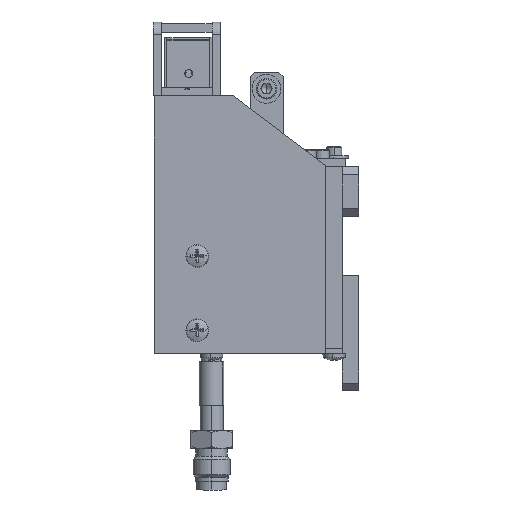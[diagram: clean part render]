
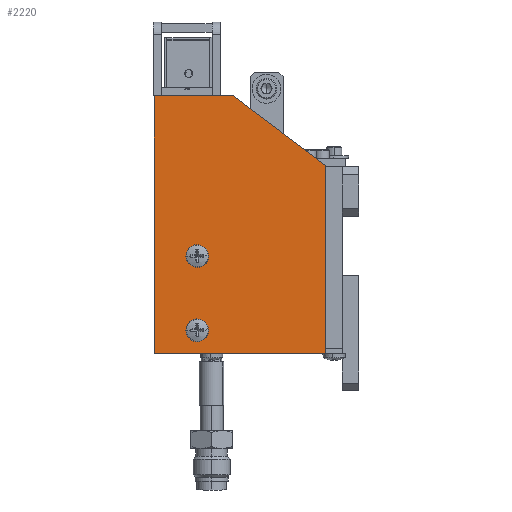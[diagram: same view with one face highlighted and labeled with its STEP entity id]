
A CAD part, left-side view. The second image highlights one B-rep face of the part: STEP entity #2220.
In plain terms, the highlighted planar face has unit normal (-1, 0, 0).
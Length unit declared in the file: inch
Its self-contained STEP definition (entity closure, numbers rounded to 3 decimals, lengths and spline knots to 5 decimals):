
#96 = EDGE_CURVE ( 'NONE', #35590, #21756, #37461, .T. ) ;
#110 = VERTEX_POINT ( 'NONE', #11542 ) ;
#463 = VERTEX_POINT ( 'NONE', #1601 ) ;
#963 = AXIS2_PLACEMENT_3D ( 'NONE', #39177, #20655, #2080 ) ;
#1601 = CARTESIAN_POINT ( 'NONE',  ( -9.38268, 9.28099, 1.7118 ) ) ;
#1749 = VECTOR ( 'NONE', #7853, 39.37008 ) ;
#2080 = DIRECTION ( 'NONE',  ( 0., -1., 0. ) ) ;
#2220 = ADVANCED_FACE ( 'NONE', ( #23575, #16265, #33726 ), #7794, .F. ) ;
#2392 = EDGE_CURVE ( 'NONE', #463, #110, #22540, .T. ) ;
#3117 = DIRECTION ( 'NONE',  ( 1., 0., 0. ) ) ;
#4431 = EDGE_CURVE ( 'NONE', #6773, #32948, #24852, .T. ) ;
#4759 = CARTESIAN_POINT ( 'NONE',  ( -9.38268, 9.28099, 5.6118 ) ) ;
#5249 = CARTESIAN_POINT ( 'NONE',  ( -9.38268, 8.54599, 2.0618 ) ) ;
#5274 = DIRECTION ( 'NONE',  ( 0., -0.799, -0.602 ) ) ;
#5506 = DIRECTION ( 'NONE',  ( 1., 0., 0. ) ) ;
#5933 = ORIENTED_EDGE ( 'NONE', *, *, #2392, .F. ) ;
#6476 = CIRCLE ( 'NONE', #21294, 0.085 ) ;
#6663 = ORIENTED_EDGE ( 'NONE', *, *, #18401, .F. ) ;
#6773 = VERTEX_POINT ( 'NONE', #10717 ) ;
#7794 = PLANE ( 'NONE',  #22156 ) ;
#7853 = DIRECTION ( 'NONE',  ( 0., -1., 0. ) ) ;
#7921 = EDGE_CURVE ( 'NONE', #21756, #35590, #18486, .T. ) ;
#8363 = CARTESIAN_POINT ( 'NONE',  ( -9.38268, 8.54599, 3.1868 ) ) ;
#8493 = ORIENTED_EDGE ( 'NONE', *, *, #4431, .F. ) ;
#9337 = VECTOR ( 'NONE', #32163, 39.37008 ) ;
#10489 = CARTESIAN_POINT ( 'NONE',  ( -9.38268, 6.68099, 1.7118 ) ) ;
#10670 = EDGE_CURVE ( 'NONE', #110, #20112, #18265, .T. ) ;
#10717 = CARTESIAN_POINT ( 'NONE',  ( -9.38268, 6.68099, 4.55682 ) ) ;
#11542 = CARTESIAN_POINT ( 'NONE',  ( -9.38268, 9.28099, 5.6118 ) ) ;
#12959 = ORIENTED_EDGE ( 'NONE', *, *, #10670, .F. ) ;
#13066 = ORIENTED_EDGE ( 'NONE', *, *, #33529, .F. ) ;
#13164 = VERTEX_POINT ( 'NONE', #15155 ) ;
#14182 = CARTESIAN_POINT ( 'NONE',  ( -9.38268, 6.68099, 5.6118 ) ) ;
#14314 = VECTOR ( 'NONE', #37332, 39.37008 ) ;
#14659 = CARTESIAN_POINT ( 'NONE',  ( -9.38268, 8.63099, 3.1868 ) ) ;
#15034 = EDGE_LOOP ( 'NONE', ( #17701, #17072 ) ) ;
#15155 = CARTESIAN_POINT ( 'NONE',  ( -9.38268, 8.71599, 2.0618 ) ) ;
#15928 = LINE ( 'NONE', #26981, #39694 ) ;
#16265 = FACE_BOUND ( 'NONE', #15034, .T. ) ;
#17072 = ORIENTED_EDGE ( 'NONE', *, *, #29602, .T. ) ;
#17288 = DIRECTION ( 'NONE',  ( 0., -1., 0. ) ) ;
#17701 = ORIENTED_EDGE ( 'NONE', *, *, #20226, .T. ) ;
#17770 = CARTESIAN_POINT ( 'NONE',  ( -9.38268, 8.08099, 5.6118 ) ) ;
#17775 = DIRECTION ( 'NONE',  ( 0., -1., 0. ) ) ;
#18265 = LINE ( 'NONE', #4759, #1749 ) ;
#18377 = EDGE_LOOP ( 'NONE', ( #21796, #40150 ) ) ;
#18401 = EDGE_CURVE ( 'NONE', #20112, #6773, #15928, .T. ) ;
#18486 = CIRCLE ( 'NONE', #963, 0.085 ) ;
#20112 = VERTEX_POINT ( 'NONE', #17770 ) ;
#20226 = EDGE_CURVE ( 'NONE', #29631, #13164, #6476, .T. ) ;
#20655 = DIRECTION ( 'NONE',  ( 1., 0., 0. ) ) ;
#21294 = AXIS2_PLACEMENT_3D ( 'NONE', #21664, #3117, #24795 ) ;
#21664 = CARTESIAN_POINT ( 'NONE',  ( -9.38268, 8.63099, 2.0618 ) ) ;
#21756 = VERTEX_POINT ( 'NONE', #31159 ) ;
#21796 = ORIENTED_EDGE ( 'NONE', *, *, #96, .T. ) ;
#22156 = AXIS2_PLACEMENT_3D ( 'NONE', #14182, #35844, #17288 ) ;
#22540 = LINE ( 'NONE', #34171, #14314 ) ;
#23575 = FACE_BOUND ( 'NONE', #18377, .T. ) ;
#23642 = CARTESIAN_POINT ( 'NONE',  ( -9.38268, 6.68099, 1.7118 ) ) ;
#24092 = CARTESIAN_POINT ( 'NONE',  ( -9.38268, 8.63099, 2.0618 ) ) ;
#24795 = DIRECTION ( 'NONE',  ( 0., -1., 0. ) ) ;
#24852 = LINE ( 'NONE', #10489, #9337 ) ;
#26981 = CARTESIAN_POINT ( 'NONE',  ( -9.38268, 6.68099, 4.55682 ) ) ;
#27223 = DIRECTION ( 'NONE',  ( 0., -1., 0. ) ) ;
#27372 = DIRECTION ( 'NONE',  ( 0., 1., 0. ) ) ;
#27617 = AXIS2_PLACEMENT_3D ( 'NONE', #24092, #5506, #27223 ) ;
#29602 = EDGE_CURVE ( 'NONE', #13164, #29631, #35881, .T. ) ;
#29631 = VERTEX_POINT ( 'NONE', #5249 ) ;
#31159 = CARTESIAN_POINT ( 'NONE',  ( -9.38268, 8.71599, 3.1868 ) ) ;
#31574 = AXIS2_PLACEMENT_3D ( 'NONE', #14659, #36308, #17775 ) ;
#32163 = DIRECTION ( 'NONE',  ( 0., 0., -1. ) ) ;
#32948 = VERTEX_POINT ( 'NONE', #23642 ) ;
#33529 = EDGE_CURVE ( 'NONE', #32948, #463, #38671, .T. ) ;
#33726 = FACE_OUTER_BOUND ( 'NONE', #35129, .T. ) ;
#34171 = CARTESIAN_POINT ( 'NONE',  ( -9.38268, 9.28099, 1.7118 ) ) ;
#35129 = EDGE_LOOP ( 'NONE', ( #8493, #6663, #12959, #5933, #13066 ) ) ;
#35590 = VERTEX_POINT ( 'NONE', #8363 ) ;
#35844 = DIRECTION ( 'NONE',  ( 1., 0., 0. ) ) ;
#35881 = CIRCLE ( 'NONE', #27617, 0.085 ) ;
#36308 = DIRECTION ( 'NONE',  ( 1., 0., 0. ) ) ;
#37332 = DIRECTION ( 'NONE',  ( 0., 0., 1. ) ) ;
#37461 = CIRCLE ( 'NONE', #31574, 0.085 ) ;
#37701 = VECTOR ( 'NONE', #27372, 39.37008 ) ;
#38671 = LINE ( 'NONE', #39696, #37701 ) ;
#39177 = CARTESIAN_POINT ( 'NONE',  ( -9.38268, 8.63099, 3.1868 ) ) ;
#39694 = VECTOR ( 'NONE', #5274, 39.37008 ) ;
#39696 = CARTESIAN_POINT ( 'NONE',  ( -9.38268, 6.68099, 1.7118 ) ) ;
#40150 = ORIENTED_EDGE ( 'NONE', *, *, #7921, .T. ) ;
